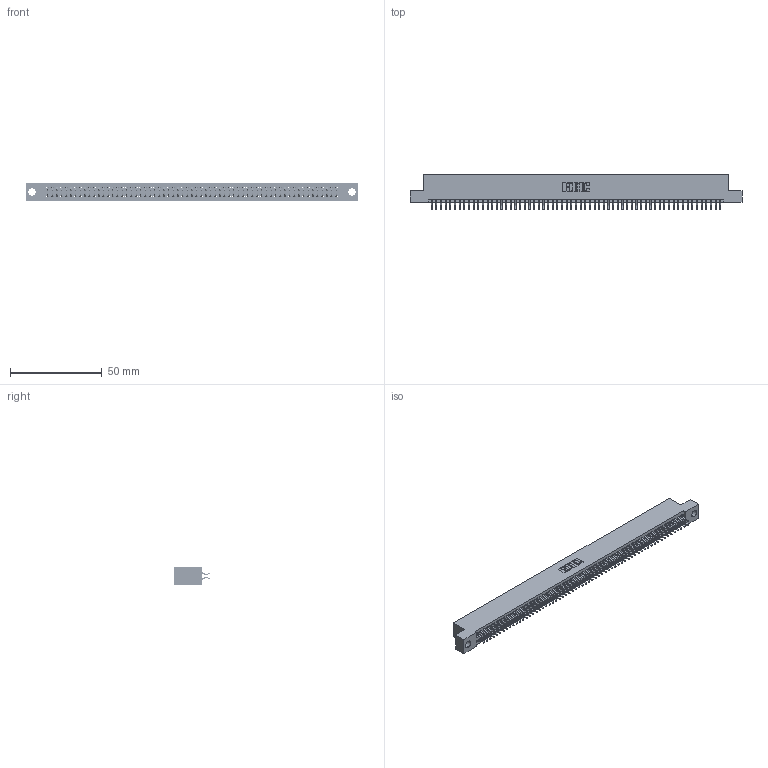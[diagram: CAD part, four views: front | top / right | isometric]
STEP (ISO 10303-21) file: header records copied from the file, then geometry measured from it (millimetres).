
FILE_DESCRIPTION (( 'STEP AP203' ), '1' );
FILE_NAME ('395-126-556-204.STEP', '2018-12-04T07:06:13', ( '' ), ( '' ), 'SwSTEP 2.0', 'SolidWorks 2016', '' );
FILE_SCHEMA (( 'CONFIG_CONTROL_DESIGN' ));
Length unit declared in the file: inch
Products named in the file (3): 395-126-556-204; 345 Part_Flush Mounting Lugs - 0.156 Dia-TH; 345-292-001_556 Tail
Assembly tree (127 placements, depth 2):
  395-126-556-204
    345 Part_Flush Mounting Lugs - 0.156 Dia-TH
    345-292-001_556 Tail  x126
Bounding box: 181.23 x 19.24 x 9.4 mm (x, y, z)
Volume: 17706.9 mm3; surface area: 26285.3 mm2
Topology: 127 solids, 127 shells, 7182 faces, 21383 edges, 14086 vertices
Faces by surface type: plane 4742, cylinder 2440
Entity records: 46827 total; most frequent: CARTESIAN_POINT 7844, ORIENTED_EDGE 7766, DIRECTION 6879, EDGE_CURVE 3883, LINE 3491, VECTOR 3491, VERTEX_POINT 2586, AXIS2_PLACEMENT_3D 1694
